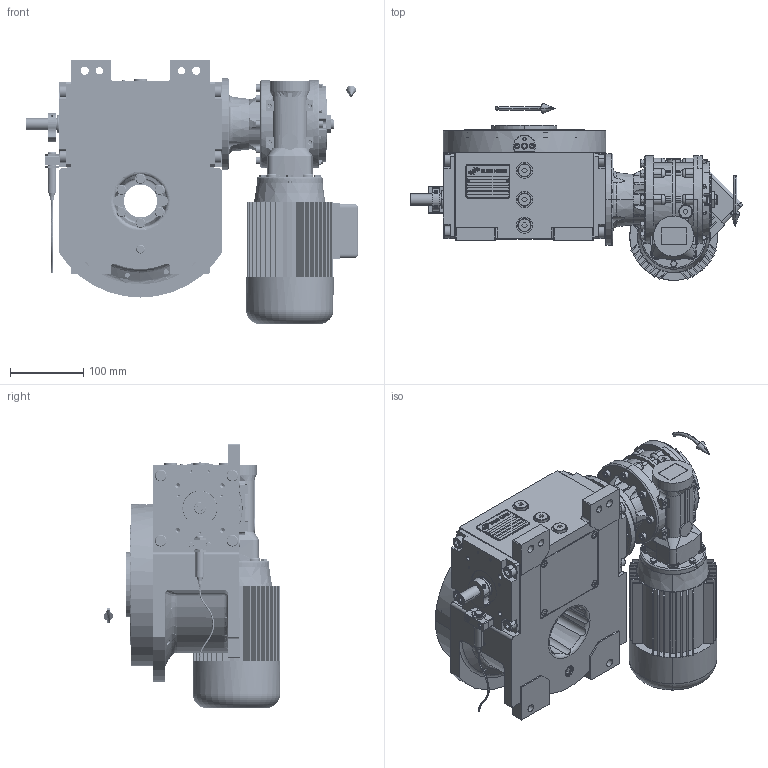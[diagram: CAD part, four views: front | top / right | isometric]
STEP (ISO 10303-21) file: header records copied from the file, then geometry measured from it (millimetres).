
FILE_DESCRIPTION (( 'STEP AP203' ), '1' );
FILE_NAME ('PC5200597.step', '2024-09-05T07:08:51', ( '' ), ( '' ), 'SwSTEP 2.0', 'SolidWorks 2020', '' );
FILE_SCHEMA (( 'CONFIG_CONTROL_DESIGN' ));
Length unit declared in the file: millimetre
Products named in the file (86): cfn2151_01_109; cfn2128_19_002; freccia_angolare; CFN2010_01_012.stp; cfn2070_05_005; rig06_016; cfn2128_04_004; 900_38_30_003; cfn2107_01_001; CFN2356_03_047.stp; PC5200597; AS_900_38_30_003; CFN2010_02_002.stp; cfn2115_01_005; cfn2401_01_003; RIG06_021_AF0.stp; cfn2158_01_011; cfn2003_01_054; cfn2000_01_103; cfn2000_01_124; cfn2115_02_165; cfn2000_01_126; AS_cfn2476_01_002_60x46; freccia_angolare_albero; AS_rig06_017; CFN2223_01-570X6-B.stp; TN63B4B14; AS_rig06_004_s_001; cfn2151_01_290; CFN2000_01_185.stp; AS_rig06_004; cfn2155_01_056; cfn2077_01_018; rig06_001_a; rig06_003_16; cfn2010_01_015.prt; cfn2000_01_161; rig06_017; AS_900_38_11_06_4; cfn2276_01_074 ...
Assembly tree (79 placements, depth 5):
  cfn2151_01_109
  CFN2010_01_012.stp
  CFN2356_03_047.stp
  PC5200597
    rig06_001_a
    AS_cfn2476_01_002_60x46
      cfn2476_01_002_60x46
      cfn2107_01_001
      cfn2107_01_001
    AS_rig06_071_16_m
      rig06_071_16_m_asm.stp
        RIG06_005_ASM.stp
          RIG06_021_AF0.stp
          CFN2000_01_185.stp
          CFN2000_01_185.stp
          CFN2104_02_017.stp
        CFN2010_02_002.stp
      cfn2000_01_124
      cfn2000_01_124  x6
      cfn2104_01_016  x2
      cfn2155_01_303
      rig06_005_n_01
      rig06_003_16
      cfn2000_01_124
      cfn2000_01_124
      cfn2000_01_124
    AS_rig06_017
      rig06_017
      cfn2158_01_011
      cfn2000_01_126
      cfn2000_01_126
      cfn2000_01_126
      cfn2000_01_126
      cfn2000_01_126
      cfn2000_01_126
    AS_rig06_004_s_001
      rig06_004_s_001
      cfn2070_05_005
      cfn2000_01_103
      cfn2000_01_103
      cfn2000_01_103
      cfn2000_01_103
      cfn2155_01_056
    AS_rig06_004
      rig06_004
      cfn2070_05_005
      cfn2000_01_103
      cfn2000_01_103
      cfn2000_01_103
      cfn2000_01_103
      cfn2155_01_056
    AS_rig06_002_bl_001
      rig06_002_bl_001
      cfn2115_01_005
    cfn2128_04_004
    cfn2128_04_004
    cfn2128_04_004
    cfn2128_19_002
    AS_rig06_016
      rig06_016
Bounding box: 453.87 x 241.5 x 361.5 mm (x, y, z)
Volume: 5248468.3 mm3; surface area: 1138676.6 mm2
Topology: 69 solids, 71 shells, 3923 faces, 9932 edges, 6343 vertices
Faces by surface type: plane 1851, cylinder 1316, cone 555, torus 169, bspline 22, sphere 10
Entity records: 137522 total; most frequent: CARTESIAN_POINT 36674, DIRECTION 19362, ORIENTED_EDGE 18992, EDGE_CURVE 9498, AXIS2_PLACEMENT_3D 6996, VERTEX_POINT 6138, LINE 5370, VECTOR 5370
